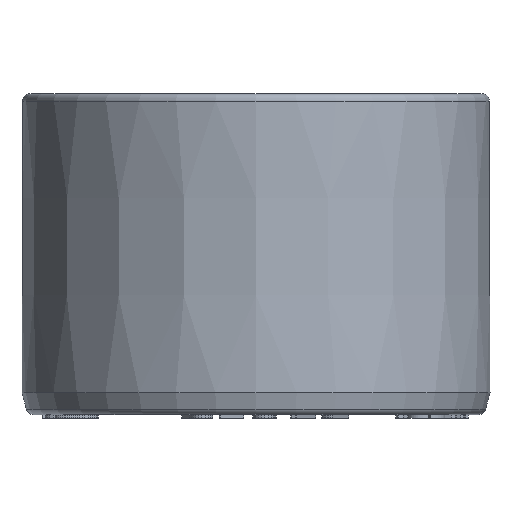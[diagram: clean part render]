
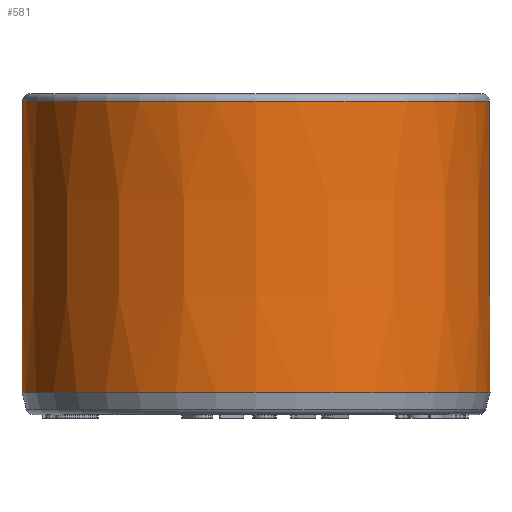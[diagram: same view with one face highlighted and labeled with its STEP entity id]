
A CAD part, front view. The second image highlights one B-rep face of the part: STEP entity #581.
In plain terms, the highlighted conical face has half-angle 0.13 degrees and reference radius 16.05 mm.
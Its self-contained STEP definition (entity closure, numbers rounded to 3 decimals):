
#576=CONICAL_SURFACE('',#9912,16.05,0.13);
#581=ADVANCED_FACE('',(#2648,#2649),#576,.T.);
#2648=FACE_BOUND('',#2696,.T.);
#2649=FACE_BOUND('',#2697,.T.);
#2696=EDGE_LOOP('',(#4700));
#2697=EDGE_LOOP('',(#4701));
#4700=ORIENTED_EDGE('',*,*,#8777,.T.);
#4701=ORIENTED_EDGE('',*,*,#8778,.T.);
#7754=VERTEX_POINT('',#14655);
#7755=VERTEX_POINT('',#14657);
#8777=EDGE_CURVE('',#7754,#7754,#9885,.T.);
#8778=EDGE_CURVE('',#7755,#7755,#9886,.T.);
#9885=CIRCLE('',#9910,16.001);
#9886=CIRCLE('',#9911,16.047);
#9910=AXIS2_PLACEMENT_3D('',#14654,#10479,#10480);
#9911=AXIS2_PLACEMENT_3D('',#14656,#10481,#10482);
#9912=AXIS2_PLACEMENT_3D('',#14658,#10483,#10484);
#10479=DIRECTION('',(0.,0.,-1.));
#10480=DIRECTION('',(-1.,0.,0.));
#10481=DIRECTION('',(0.,0.,1.));
#10482=DIRECTION('',(1.,0.,0.));
#10483=DIRECTION('',(0.,0.,-1.));
#10484=DIRECTION('',(-1.,0.,0.));
#14654=CARTESIAN_POINT('',(0.,0.,21.501));
#14655=CARTESIAN_POINT('',(-16.001,0.,21.501));
#14656=CARTESIAN_POINT('',(0.,0.,1.5));
#14657=CARTESIAN_POINT('',(16.047,0.,1.5));
#14658=CARTESIAN_POINT('',(0.,0.,0.));
